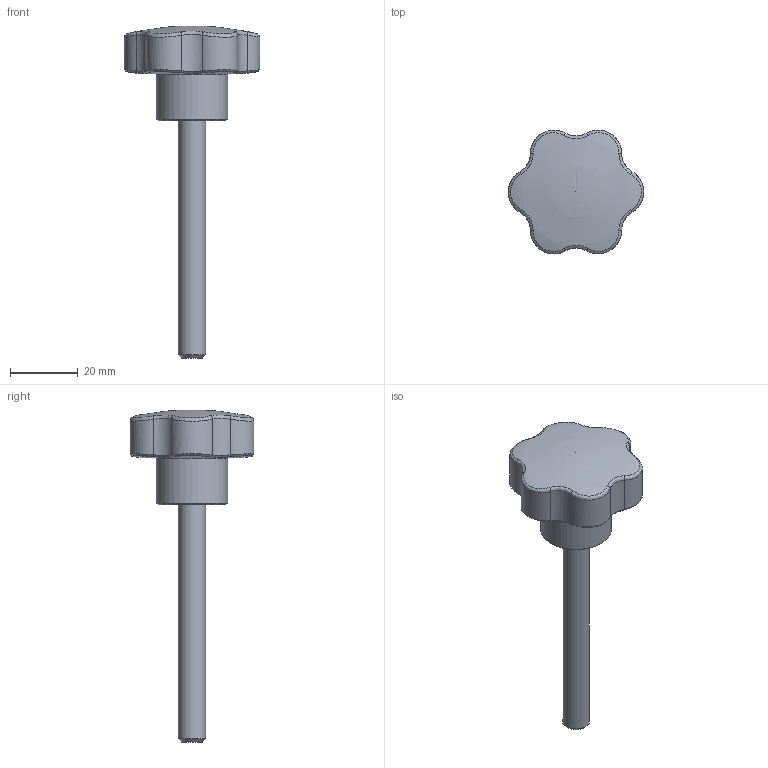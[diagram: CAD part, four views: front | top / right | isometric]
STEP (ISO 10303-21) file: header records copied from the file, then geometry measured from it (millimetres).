
FILE_DESCRIPTION( ( 'Unknown' ), '1' );
FILE_NAME( '6112205_VP40_M08x70.stp', 'Unknown', ( 'Unknown' ), ( 'Unknown' ), 'PSStep 11.0', 'Unknown', ' ' );
FILE_SCHEMA( ( 'AUTOMOTIVE_DESIGN { 1 0 10303 214 1 1 1 1 }' ) );
Length unit declared in the file: millimetre
Products named in the file (1): 6112205
Bounding box: 40 x 36.52 x 98 mm (x, y, z)
Volume: 20642.7 mm3; surface area: 7707.3 mm2
Topology: 1 solids, 7 shells, 106 faces, 236 edges, 144 vertices
Faces by surface type: plane 38, cylinder 32, bspline 25, torus 7, cone 3, revolution 1
Full cylindrical faces by diameter (mm): 8 x1, 21 x1
Entity records: 8132 total; most frequent: CARTESIAN_POINT 5200, ORIENTED_EDGE 446, DIRECTION 369, EDGE_CURVE 223, AXIS2_PLACEMENT_3D 148, VERTEX_POINT 140, EDGE_LOOP 114, FACE_OUTER_BOUND 110
